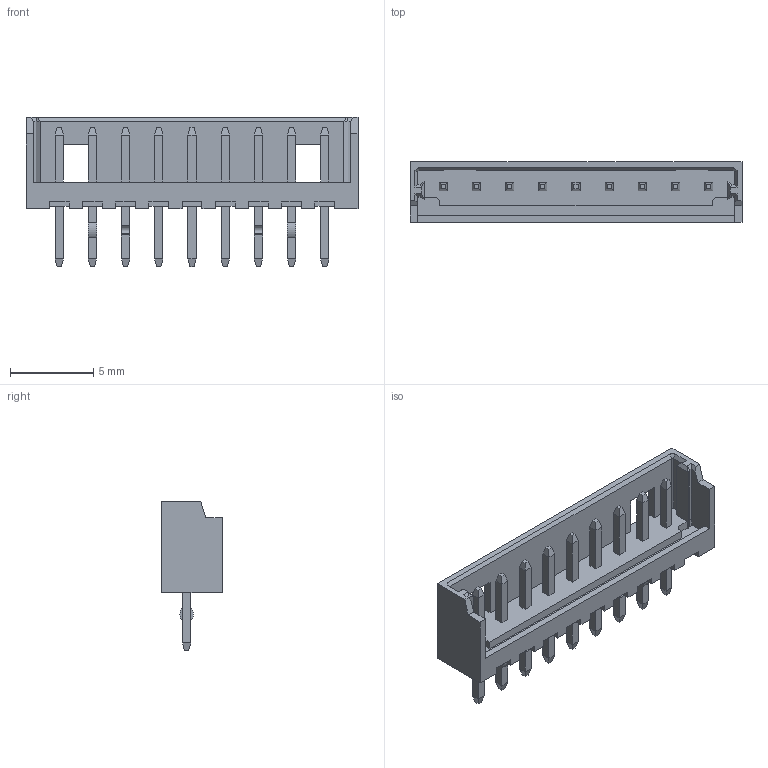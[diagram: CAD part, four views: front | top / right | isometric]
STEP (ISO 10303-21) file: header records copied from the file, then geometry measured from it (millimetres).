
FILE_DESCRIPTION(('FreeCAD Model'),'2;1');
FILE_NAME('_32530970_cp.step', '2020-02-20T16:21:29',('kicad StepUp'),('ksu MCAD'), 'Open CASCADE STEP processor 7.3','FreeCAD','Unknown');
FILE_SCHEMA(('AUTOMOTIVE_DESIGN { 1 0 10303 214 1 1 1 1 }'));
Length unit declared in the file: millimetre
Products named in the file (1): _32530970_cp
Bounding box: 20 x 3.65 x 9 mm (x, y, z)
Volume: 161.3 mm3; surface area: 582.8 mm2
Topology: 1 solids, 1 shells, 323 faces, 827 edges, 522 vertices
Faces by surface type: plane 307, cylinder 16
Entity records: 11770 total; most frequent: CARTESIAN_POINT 1673, ORIENTED_EDGE 1654, DIRECTION 1507, EDGE_CURVE 827, LINE 795, VECTOR 795, VERTEX_POINT 522, AXIS2_PLACEMENT_3D 356
